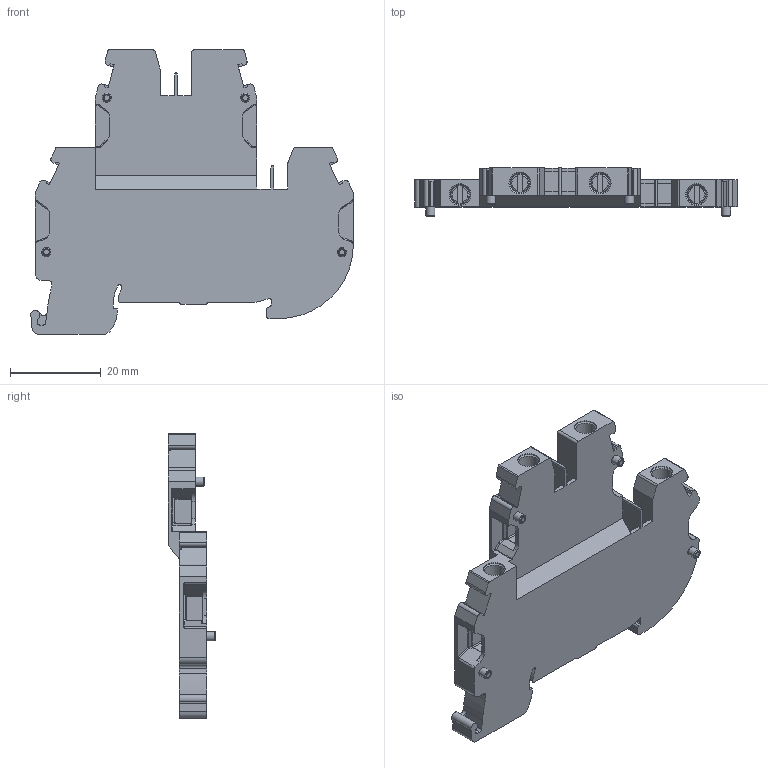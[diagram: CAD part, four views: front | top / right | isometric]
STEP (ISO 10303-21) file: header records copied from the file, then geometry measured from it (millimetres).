
FILE_DESCRIPTION(/* description */ ('Unknown'),/* implementation_level */ '2;1');
FILE_NAME(/* name */ 'TGQ4-2T_3D_SOLID',/* time_stamp */ '2021-05-28T17:12:02+06:00',/* author */ ('Unknown'),/* organization */ ('Unknown'),/* preprocessor_version */ 'ST-DEVELOPER v16.7',/* originating_system */ 'DEX',/* authorisation */ $);
FILE_SCHEMA (('AUTOMOTIVE_DESIGN {1 0 10303 214 3 1 1}'));
Length unit declared in the file: millimetre
Products named in the file (1): TGQ4-2T_3D_SOLID
Bounding box: 70.99 x 10.5 x 62.5 mm (x, y, z)
Volume: 15767.2 mm3; surface area: 9960.6 mm2
Topology: 1 solids, 1 shells, 394 faces, 1054 edges, 676 vertices
Faces by surface type: plane 194, cylinder 145, torus 32, bspline 12, sphere 7, cone 4
Full cylindrical faces by diameter (mm): 1.2 x4, 2 x4, 3 x1, 4 x4, 4.3 x4, 4.8 x4
Entity records: 14925 total; most frequent: CARTESIAN_POINT 2356, DIRECTION 2069, ORIENTED_EDGE 2018, EDGE_CURVE 1009, AXIS2_PLACEMENT_3D 725, VERTEX_POINT 667, LINE 619, VECTOR 619
